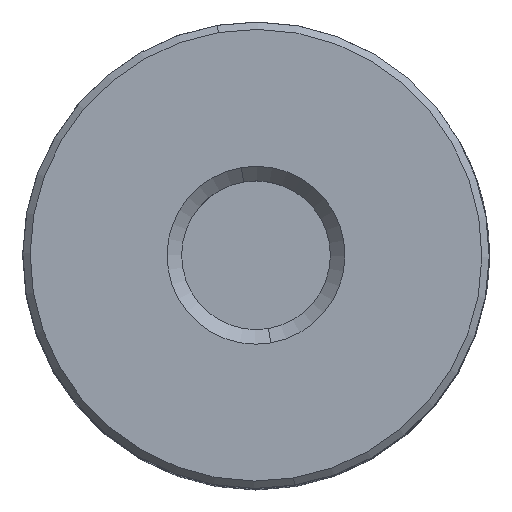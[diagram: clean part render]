
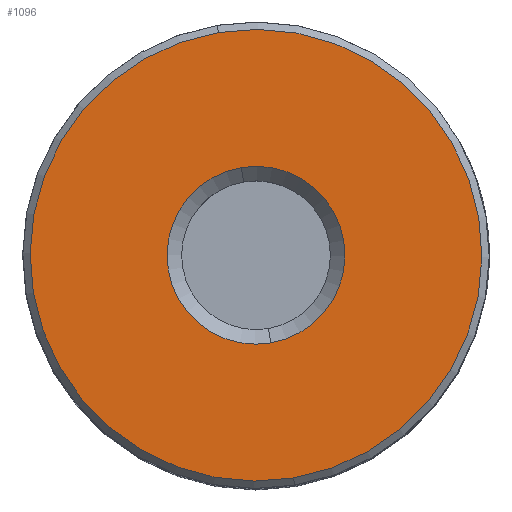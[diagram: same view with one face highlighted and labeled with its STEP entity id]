
A CAD part, top view. The second image highlights one B-rep face of the part: STEP entity #1096.
In plain terms, the highlighted face is planar.
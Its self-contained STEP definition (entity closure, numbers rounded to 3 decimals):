
#23 = AXIS2_PLACEMENT_3D ( 'NONE', #2319, #2327, #2338 ) ;
#132 = EDGE_CURVE ( 'NONE', #473, #1247, #1567, .T. ) ;
#155 = EDGE_LOOP ( 'NONE', ( #2207, #1721 ) ) ;
#239 = CARTESIAN_POINT ( 'NONE',  ( 0., 0., 0. ) ) ;
#246 = FACE_BOUND ( 'NONE', #2121, .T. ) ;
#378 = CARTESIAN_POINT ( 'NONE',  ( 6.1, 0., 0. ) ) ;
#391 = CIRCLE ( 'NONE', #23, 15.49 ) ;
#411 = CARTESIAN_POINT ( 'NONE',  ( 0., 0., 0. ) ) ;
#416 = DIRECTION ( 'NONE',  ( 1., 0., 0. ) ) ;
#457 = DIRECTION ( 'NONE',  ( 0., 0., 1. ) ) ;
#473 = VERTEX_POINT ( 'NONE', #378 ) ;
#500 = EDGE_CURVE ( 'NONE', #1247, #473, #1492, .T. ) ;
#617 = CIRCLE ( 'NONE', #1649, 15.49 ) ;
#618 = VERTEX_POINT ( 'NONE', #938 ) ;
#634 = VERTEX_POINT ( 'NONE', #1089 ) ;
#727 = DIRECTION ( 'NONE',  ( 1., 0., 0. ) ) ;
#760 = PLANE ( 'NONE',  #1499 ) ;
#779 = CARTESIAN_POINT ( 'NONE',  ( 0., 0., 0. ) ) ;
#805 = ORIENTED_EDGE ( 'NONE', *, *, #132, .T. ) ;
#893 = DIRECTION ( 'NONE',  ( 0., 0., 1. ) ) ;
#913 = DIRECTION ( 'NONE',  ( 1., 0., 0. ) ) ;
#938 = CARTESIAN_POINT ( 'NONE',  ( 15.49, 0., 0. ) ) ;
#940 = DIRECTION ( 'NONE',  ( 0., 0., 1. ) ) ;
#980 = EDGE_CURVE ( 'NONE', #618, #634, #391, .T. ) ;
#1089 = CARTESIAN_POINT ( 'NONE',  ( -15.49, 0., 0. ) ) ;
#1096 = ADVANCED_FACE ( 'NONE', ( #246, #1687 ), #760, .F. ) ;
#1247 = VERTEX_POINT ( 'NONE', #1445 ) ;
#1286 = ORIENTED_EDGE ( 'NONE', *, *, #500, .T. ) ;
#1300 = DIRECTION ( 'NONE',  ( 1., 0., 0. ) ) ;
#1445 = CARTESIAN_POINT ( 'NONE',  ( -6.1, 0., 0. ) ) ;
#1451 = AXIS2_PLACEMENT_3D ( 'NONE', #779, #893, #913 ) ;
#1492 = CIRCLE ( 'NONE', #1451, 6.1 ) ;
#1499 = AXIS2_PLACEMENT_3D ( 'NONE', #239, #940, #1300 ) ;
#1567 = CIRCLE ( 'NONE', #1701, 6.1 ) ;
#1649 = AXIS2_PLACEMENT_3D ( 'NONE', #1821, #1674, #416 ) ;
#1674 = DIRECTION ( 'NONE',  ( 0., 0., -1. ) ) ;
#1687 = FACE_OUTER_BOUND ( 'NONE', #155, .T. ) ;
#1701 = AXIS2_PLACEMENT_3D ( 'NONE', #411, #457, #727 ) ;
#1721 = ORIENTED_EDGE ( 'NONE', *, *, #1872, .T. ) ;
#1821 = CARTESIAN_POINT ( 'NONE',  ( 0., 0., 0. ) ) ;
#1872 = EDGE_CURVE ( 'NONE', #634, #618, #617, .T. ) ;
#2121 = EDGE_LOOP ( 'NONE', ( #1286, #805 ) ) ;
#2207 = ORIENTED_EDGE ( 'NONE', *, *, #980, .T. ) ;
#2319 = CARTESIAN_POINT ( 'NONE',  ( 0., 0., 0. ) ) ;
#2327 = DIRECTION ( 'NONE',  ( 0., 0., -1. ) ) ;
#2338 = DIRECTION ( 'NONE',  ( 1., 0., 0. ) ) ;
